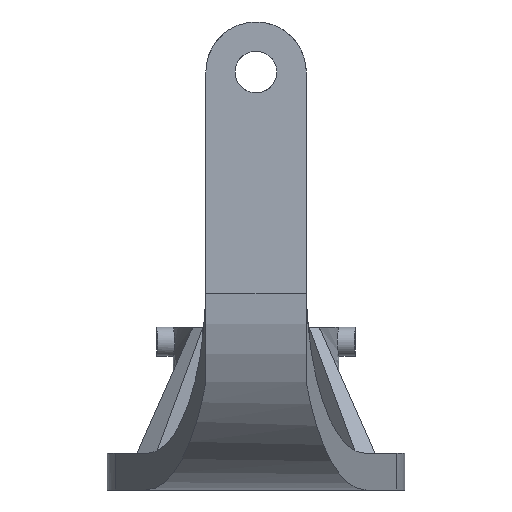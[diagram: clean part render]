
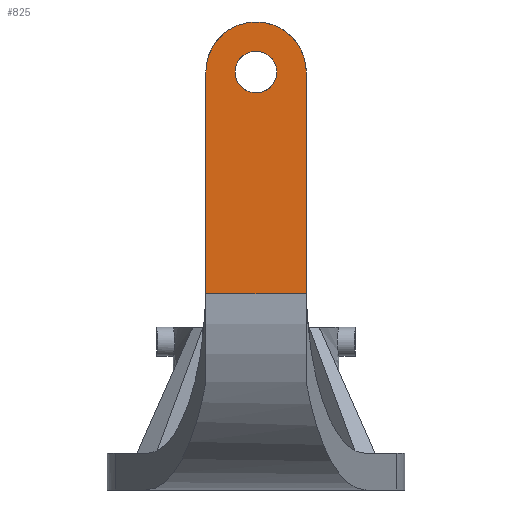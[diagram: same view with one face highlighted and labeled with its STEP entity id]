
A CAD part, left-side view. The second image highlights one B-rep face of the part: STEP entity #825.
In plain terms, the highlighted free-form (B-spline) face has degree [1, 1] with [2, 2] control points.
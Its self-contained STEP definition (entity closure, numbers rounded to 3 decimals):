
#748 = VERTEX_POINT('',#749);
#749 = CARTESIAN_POINT('',(-386.712,-58.007,483.39
    ));
#797 = VERTEX_POINT('',#798);
#798 = CARTESIAN_POINT('',(-386.712,58.007,483.39
    ));
#803 = EDGE_CURVE('',#797,#748,#804,.T.);
#804 = ( BOUNDED_CURVE() B_SPLINE_CURVE(2,(#805,#806,#807,#808,#809),
.UNSPECIFIED.,.F.,.F.) B_SPLINE_CURVE_WITH_KNOTS((3,2,3),(0.,
1.571,3.142),.PIECEWISE_BEZIER_KNOTS.) CURVE() 
GEOMETRIC_REPRESENTATION_ITEM() RATIONAL_B_SPLINE_CURVE((1.,
0.707,1.,0.707,1.)) REPRESENTATION_ITEM('') );
#805 = CARTESIAN_POINT('',(-386.712,58.007,483.39
    ));
#806 = CARTESIAN_POINT('',(-386.712,58.007,
    541.397));
#807 = CARTESIAN_POINT('',(-386.712,0.,
    541.397));
#808 = CARTESIAN_POINT('',(-386.712,-58.007,
    541.397));
#809 = CARTESIAN_POINT('',(-386.712,-58.007,483.39
    ));
#825 = ADVANCED_FACE('',(#826,#848),#862,.T.);
#826 = FACE_BOUND('',#827,.T.);
#827 = EDGE_LOOP('',(#828,#829,#836,#843));
#828 = ORIENTED_EDGE('',*,*,#803,.F.);
#829 = ORIENTED_EDGE('',*,*,#830,.F.);
#830 = EDGE_CURVE('',#831,#797,#833,.T.);
#831 = VERTEX_POINT('',#832);
#832 = CARTESIAN_POINT('',(-386.712,58.007,
    227.193));
#833 = B_SPLINE_CURVE_WITH_KNOTS('',1,(#834,#835),.UNSPECIFIED.,.F.,.F.,
  (2,2),(117.5,382.5),.PIECEWISE_BEZIER_KNOTS.);
#834 = CARTESIAN_POINT('',(-386.712,58.007,
    227.193));
#835 = CARTESIAN_POINT('',(-386.712,58.007,483.39
    ));
#836 = ORIENTED_EDGE('',*,*,#837,.F.);
#837 = EDGE_CURVE('',#838,#831,#840,.T.);
#838 = VERTEX_POINT('',#839);
#839 = CARTESIAN_POINT('',(-386.712,-58.007,
    227.193));
#840 = B_SPLINE_CURVE_WITH_KNOTS('',1,(#841,#842),.UNSPECIFIED.,.F.,.F.,
  (2,2),(-60.,60.),.PIECEWISE_BEZIER_KNOTS.);
#841 = CARTESIAN_POINT('',(-386.712,-58.007,
    227.193));
#842 = CARTESIAN_POINT('',(-386.712,58.007,
    227.193));
#843 = ORIENTED_EDGE('',*,*,#844,.F.);
#844 = EDGE_CURVE('',#748,#838,#845,.T.);
#845 = B_SPLINE_CURVE_WITH_KNOTS('',1,(#846,#847),.UNSPECIFIED.,.F.,.F.,
  (2,2),(-382.5,-117.5),.PIECEWISE_BEZIER_KNOTS.);
#846 = CARTESIAN_POINT('',(-386.712,-58.007,483.39
    ));
#847 = CARTESIAN_POINT('',(-386.712,-58.007,
    227.193));
#848 = FACE_BOUND('',#849,.T.);
#849 = EDGE_LOOP('',(#850));
#850 = ORIENTED_EDGE('',*,*,#851,.T.);
#851 = EDGE_CURVE('',#852,#852,#854,.T.);
#852 = VERTEX_POINT('',#853);
#853 = CARTESIAN_POINT('',(-386.712,-24.17,483.39
    ));
#854 = ( BOUNDED_CURVE() B_SPLINE_CURVE(2,(#855,#856,#857,#858,#859,#860
,#861),.UNSPECIFIED.,.T.,.F.) B_SPLINE_CURVE_WITH_KNOTS((3,2,2,3),(
    3.142,5.236,7.33,9.425),
.PIECEWISE_BEZIER_KNOTS.) CURVE() GEOMETRIC_REPRESENTATION_ITEM() 
RATIONAL_B_SPLINE_CURVE((1.,0.5,1.,0.5,1.,0.5,1.)) REPRESENTATION_ITEM(
  '') );
#855 = CARTESIAN_POINT('',(-386.712,-24.17,483.39
    ));
#856 = CARTESIAN_POINT('',(-386.712,-24.17,
    441.527));
#857 = CARTESIAN_POINT('',(-386.712,12.085,
    462.459));
#858 = CARTESIAN_POINT('',(-386.712,48.339,483.39
    ));
#859 = CARTESIAN_POINT('',(-386.712,12.085,
    504.322));
#860 = CARTESIAN_POINT('',(-386.712,-24.17,
    525.253));
#861 = CARTESIAN_POINT('',(-386.712,-24.17,483.39
    ));
#862 = B_SPLINE_SURFACE_WITH_KNOTS('',1,1,(
    (#863,#864)
    ,(#865,#866
    )),.UNSPECIFIED.,.F.,.F.,.F.,(2,2),(2,2),(0.,325.),(-60.,60.),
  .PIECEWISE_BEZIER_KNOTS.);
#863 = CARTESIAN_POINT('',(-386.712,-58.007,
    227.193));
#864 = CARTESIAN_POINT('',(-386.712,58.007,
    227.193));
#865 = CARTESIAN_POINT('',(-386.712,-58.007,
    541.397));
#866 = CARTESIAN_POINT('',(-386.712,58.007,
    541.397));
